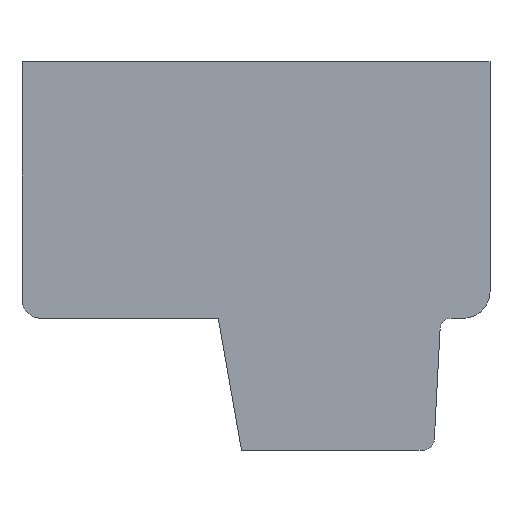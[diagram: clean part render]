
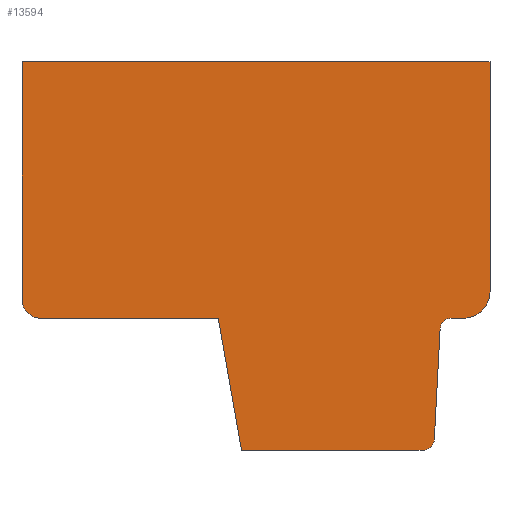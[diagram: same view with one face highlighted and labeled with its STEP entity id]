
A CAD part, front view. The second image highlights one B-rep face of the part: STEP entity #13594.
In plain terms, the highlighted planar face has unit normal (0, -1, 0).
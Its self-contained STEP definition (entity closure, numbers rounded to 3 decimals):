
#1=DIRECTION('',(0.,0.,1.));
#2=VECTOR('',#1,6.3);
#3=CARTESIAN_POINT('',(-6.2,0.,-1.15));
#4=LINE('',#3,#2);
#5=DIRECTION('',(1.,0.,0.));
#6=VECTOR('',#5,12.4);
#7=CARTESIAN_POINT('',(-6.2,0.,5.15));
#8=LINE('',#7,#6);
#9=DIRECTION('',(0.,0.,-1.));
#10=VECTOR('',#9,6.1);
#11=CARTESIAN_POINT('',(6.2,0.,5.15));
#12=LINE('',#11,#10);
#13=CARTESIAN_POINT('',(5.5,0.,-0.95));
#14=DIRECTION('',(0.,1.,0.));
#15=DIRECTION('',(1.,0.,0.));
#16=AXIS2_PLACEMENT_3D('',#13,#14,#15);
#18=DIRECTION('',(-1.,0.,0.));
#19=VECTOR('',#18,0.323);
#20=CARTESIAN_POINT('',(5.5,0.,-1.65));
#21=LINE('',#20,#19);
#22=CARTESIAN_POINT('',(5.177,0.,-1.95));
#23=DIRECTION('',(0.,-1.,0.));
#24=DIRECTION('',(0.,0.,1.));
#25=AXIS2_PLACEMENT_3D('',#22,#23,#24);
#27=DIRECTION('',(-0.052,0.,-0.999));
#28=VECTOR('',#27,2.904);
#29=CARTESIAN_POINT('',(4.877,0.,-1.95));
#30=LINE('',#29,#28);
#31=CARTESIAN_POINT('',(4.425,0.,-4.85));
#32=DIRECTION('',(0.,1.,0.));
#33=DIRECTION('',(1.,0.,0.));
#34=AXIS2_PLACEMENT_3D('',#31,#32,#33);
#36=DIRECTION('',(-1.,0.,0.));
#37=VECTOR('',#36,4.808);
#38=CARTESIAN_POINT('',(4.425,0.,-5.15));
#39=LINE('',#38,#37);
#40=DIRECTION('',(-0.174,0.,0.985));
#41=VECTOR('',#40,3.554);
#42=CARTESIAN_POINT('',(-0.383,0.,-5.15));
#43=LINE('',#42,#41);
#44=DIRECTION('',(-1.,0.,0.));
#45=VECTOR('',#44,4.7);
#46=CARTESIAN_POINT('',(-1.,0.,-1.65));
#47=LINE('',#46,#45);
#48=CARTESIAN_POINT('',(-5.7,0.,-1.15));
#49=DIRECTION('',(0.,1.,0.));
#50=DIRECTION('',(0.,0.,-1.));
#51=AXIS2_PLACEMENT_3D('',#48,#49,#50);
#10319=CARTESIAN_POINT('',(-6.2,0.,-1.15));
#10320=CARTESIAN_POINT('',(-6.2,0.,5.15));
#10321=VERTEX_POINT('',#10319);
#10322=VERTEX_POINT('',#10320);
#10323=CARTESIAN_POINT('',(6.2,0.,5.15));
#10324=VERTEX_POINT('',#10323);
#10325=CARTESIAN_POINT('',(6.2,0.,-0.95));
#10326=VERTEX_POINT('',#10325);
#10327=CARTESIAN_POINT('',(5.5,0.,-1.65));
#10328=VERTEX_POINT('',#10327);
#10329=CARTESIAN_POINT('',(5.177,0.,-1.65));
#10330=VERTEX_POINT('',#10329);
#10331=CARTESIAN_POINT('',(4.877,0.,-1.95));
#10332=VERTEX_POINT('',#10331);
#10333=CARTESIAN_POINT('',(4.725,0.,-4.85));
#10334=VERTEX_POINT('',#10333);
#10335=CARTESIAN_POINT('',(4.425,0.,-5.15));
#10336=VERTEX_POINT('',#10335);
#10337=CARTESIAN_POINT('',(-0.383,0.,-5.15));
#10338=VERTEX_POINT('',#10337);
#10339=CARTESIAN_POINT('',(-1.,0.,-1.65));
#10340=VERTEX_POINT('',#10339);
#10341=CARTESIAN_POINT('',(-5.7,0.,-1.65));
#10342=VERTEX_POINT('',#10341);
#13563=CARTESIAN_POINT('',(0.,0.,0.));
#13564=DIRECTION('',(0.,1.,0.));
#13565=DIRECTION('',(1.,0.,0.));
#13566=AXIS2_PLACEMENT_3D('',#13563,#13564,#13565);
#13567=PLANE('',#13566);
#13569=ORIENTED_EDGE('',*,*,#13568,.T.);
#13571=ORIENTED_EDGE('',*,*,#13570,.T.);
#13573=ORIENTED_EDGE('',*,*,#13572,.T.);
#13575=ORIENTED_EDGE('',*,*,#13574,.T.);
#13577=ORIENTED_EDGE('',*,*,#13576,.T.);
#13579=ORIENTED_EDGE('',*,*,#13578,.T.);
#13581=ORIENTED_EDGE('',*,*,#13580,.T.);
#13583=ORIENTED_EDGE('',*,*,#13582,.T.);
#13585=ORIENTED_EDGE('',*,*,#13584,.T.);
#13587=ORIENTED_EDGE('',*,*,#13586,.T.);
#13589=ORIENTED_EDGE('',*,*,#13588,.T.);
#13591=ORIENTED_EDGE('',*,*,#13590,.T.);
#13592=EDGE_LOOP('',(#13569,#13571,#13573,#13575,#13577,#13579,#13581,#13583,
#13585,#13587,#13589,#13591));
#13593=FACE_OUTER_BOUND('',#13592,.F.);
#13594=ADVANCED_FACE('',(#13593),#13567,.F.);
#17=CIRCLE('',#16,0.7);
#26=CIRCLE('',#25,0.3);
#35=CIRCLE('',#34,0.3);
#52=CIRCLE('',#51,0.5);
#13568=EDGE_CURVE('',#10321,#10322,#4,.T.);
#13570=EDGE_CURVE('',#10322,#10324,#8,.T.);
#13572=EDGE_CURVE('',#10324,#10326,#12,.T.);
#13574=EDGE_CURVE('',#10326,#10328,#17,.T.);
#13576=EDGE_CURVE('',#10328,#10330,#21,.T.);
#13578=EDGE_CURVE('',#10330,#10332,#26,.T.);
#13580=EDGE_CURVE('',#10332,#10334,#30,.T.);
#13582=EDGE_CURVE('',#10334,#10336,#35,.T.);
#13584=EDGE_CURVE('',#10336,#10338,#39,.T.);
#13586=EDGE_CURVE('',#10338,#10340,#43,.T.);
#13588=EDGE_CURVE('',#10340,#10342,#47,.T.);
#13590=EDGE_CURVE('',#10342,#10321,#52,.T.);
